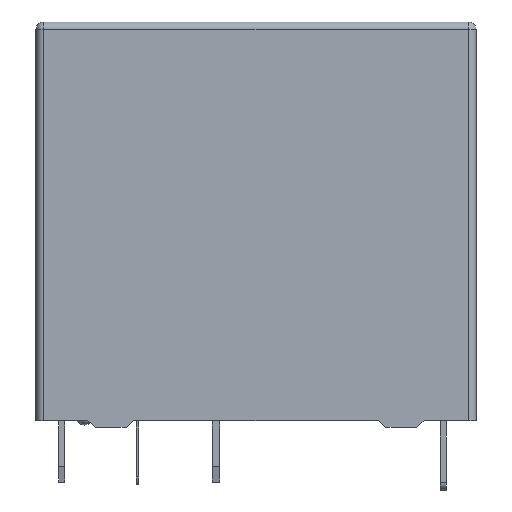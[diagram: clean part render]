
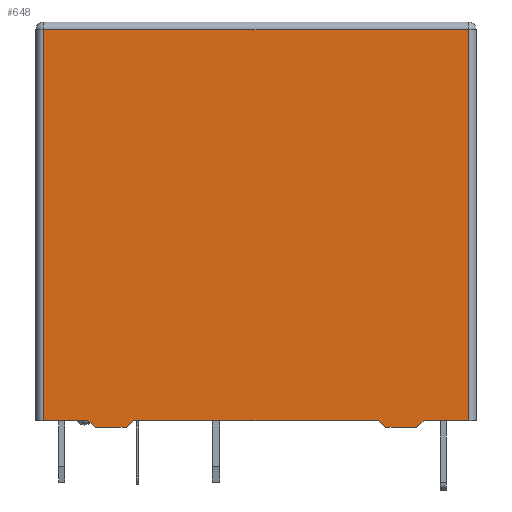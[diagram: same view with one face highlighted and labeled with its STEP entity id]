
A CAD part, left-side view. The second image highlights one B-rep face of the part: STEP entity #648.
In plain terms, the highlighted planar face has unit normal (-1, 0, 0).
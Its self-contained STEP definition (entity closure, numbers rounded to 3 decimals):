
#125=PLANE('',#1950);
#150=LINE('',#2466,#356);
#270=LINE('',#2841,#476);
#314=LINE('',#2956,#520);
#320=LINE('',#2970,#526);
#336=LINE('',#3001,#542);
#338=LINE('',#3005,#544);
#340=LINE('',#3009,#546);
#342=LINE('',#3013,#548);
#344=LINE('',#3017,#550);
#346=LINE('',#3021,#552);
#348=LINE('',#3025,#554);
#351=LINE('',#3030,#557);
#356=VECTOR('',#1981,1.);
#476=VECTOR('',#2257,1.);
#520=VECTOR('',#2347,1.);
#526=VECTOR('',#2359,1.);
#542=VECTOR('',#2391,1.);
#544=VECTOR('',#2395,1.);
#546=VECTOR('',#2399,1.);
#548=VECTOR('',#2403,1.);
#550=VECTOR('',#2407,1.);
#552=VECTOR('',#2411,1.);
#554=VECTOR('',#2415,1.);
#557=VECTOR('',#2422,1.);
#648=ADVANCED_FACE('',(#744),#125,.T.);
#744=FACE_OUTER_BOUND('',#841,.T.);
#841=EDGE_LOOP('',(#1257,#1258,#1259,#1260,#1261,#1262,#1263,#1264,#1265,
#1266,#1267,#1268));
#1257=ORIENTED_EDGE('',*,*,#1759,.T.);
#1258=ORIENTED_EDGE('',*,*,#1521,.T.);
#1259=ORIENTED_EDGE('',*,*,#1663,.T.);
#1260=ORIENTED_EDGE('',*,*,#1720,.T.);
#1261=ORIENTED_EDGE('',*,*,#1756,.T.);
#1262=ORIENTED_EDGE('',*,*,#1754,.T.);
#1263=ORIENTED_EDGE('',*,*,#1752,.T.);
#1264=ORIENTED_EDGE('',*,*,#1750,.T.);
#1265=ORIENTED_EDGE('',*,*,#1748,.T.);
#1266=ORIENTED_EDGE('',*,*,#1746,.F.);
#1267=ORIENTED_EDGE('',*,*,#1744,.T.);
#1268=ORIENTED_EDGE('',*,*,#1728,.T.);
#1349=VERTEX_POINT('',#2452);
#1354=VERTEX_POINT('',#2465);
#1448=VERTEX_POINT('',#2842);
#1495=VERTEX_POINT('',#2955);
#1500=VERTEX_POINT('',#2969);
#1501=VERTEX_POINT('',#2971);
#1508=VERTEX_POINT('',#3002);
#1509=VERTEX_POINT('',#3006);
#1510=VERTEX_POINT('',#3010);
#1511=VERTEX_POINT('',#3014);
#1512=VERTEX_POINT('',#3018);
#1513=VERTEX_POINT('',#3022);
#1521=EDGE_CURVE('',#1349,#1354,#150,.T.);
#1663=EDGE_CURVE('',#1354,#1448,#270,.T.);
#1720=EDGE_CURVE('',#1448,#1495,#314,.T.);
#1728=EDGE_CURVE('',#1501,#1500,#320,.T.);
#1744=EDGE_CURVE('',#1508,#1501,#336,.T.);
#1746=EDGE_CURVE('',#1508,#1509,#338,.T.);
#1748=EDGE_CURVE('',#1510,#1509,#340,.T.);
#1750=EDGE_CURVE('',#1511,#1510,#342,.T.);
#1752=EDGE_CURVE('',#1512,#1511,#344,.T.);
#1754=EDGE_CURVE('',#1513,#1512,#346,.T.);
#1756=EDGE_CURVE('',#1495,#1513,#348,.T.);
#1759=EDGE_CURVE('',#1500,#1349,#351,.T.);
#1950=AXIS2_PLACEMENT_3D('',#3031,#2423,#2424);
#1981=DIRECTION('',(0.,1.,0.));
#2257=DIRECTION('',(0.,0.,-1.));
#2347=DIRECTION('',(0.,-1.,0.));
#2359=DIRECTION('',(0.,-1.,0.));
#2391=DIRECTION('',(0.,-0.781,0.625));
#2395=DIRECTION('',(0.,1.,0.));
#2399=DIRECTION('',(0.,-0.781,-0.625));
#2403=DIRECTION('',(0.,-1.,0.));
#2407=DIRECTION('',(0.,-0.781,0.625));
#2411=DIRECTION('',(0.,-1.,0.));
#2415=DIRECTION('',(0.,-0.781,-0.625));
#2422=DIRECTION('',(0.,0.,1.));
#2423=DIRECTION('',(-1.,0.,0.));
#2424=DIRECTION('',(0.,0.,-1.));
#2452=CARTESIAN_POINT('',(-6.31,-13.94,24.82));
#2465=CARTESIAN_POINT('',(-6.31,13.86,24.82));
#2466=CARTESIAN_POINT('',(-6.31,-0.04,24.82));
#2841=CARTESIAN_POINT('',(-6.31,13.86,25.02));
#2842=CARTESIAN_POINT('',(-6.31,13.86,-0.78));
#2955=CARTESIAN_POINT('',(-6.31,10.96,-0.78));
#2956=CARTESIAN_POINT('',(-6.31,-0.04,-0.78));
#2969=CARTESIAN_POINT('',(-6.31,-13.94,-0.78));
#2970=CARTESIAN_POINT('',(-6.31,-0.04,-0.78));
#2971=CARTESIAN_POINT('',(-6.31,-11.04,-0.78));
#3001=CARTESIAN_POINT('',(-6.31,-16.918,3.922));
#3002=CARTESIAN_POINT('',(-6.31,-10.54,-1.18));
#3005=CARTESIAN_POINT('',(-6.31,-11.04,-1.18));
#3006=CARTESIAN_POINT('',(-6.31,-8.54,-1.18));
#3009=CARTESIAN_POINT('',(-6.31,9.423,13.191));
#3010=CARTESIAN_POINT('',(-6.31,-8.04,-0.78));
#3013=CARTESIAN_POINT('',(-6.31,-0.04,-0.78));
#3014=CARTESIAN_POINT('',(-6.31,7.96,-0.78));
#3017=CARTESIAN_POINT('',(-6.31,-9.503,13.191));
#3018=CARTESIAN_POINT('',(-6.31,8.46,-1.18));
#3021=CARTESIAN_POINT('',(-6.31,10.96,-1.18));
#3022=CARTESIAN_POINT('',(-6.31,10.46,-1.18));
#3025=CARTESIAN_POINT('',(-6.31,16.838,3.922));
#3030=CARTESIAN_POINT('',(-6.31,-13.94,25.02));
#3031=CARTESIAN_POINT('',(-6.31,-0.04,25.02));
